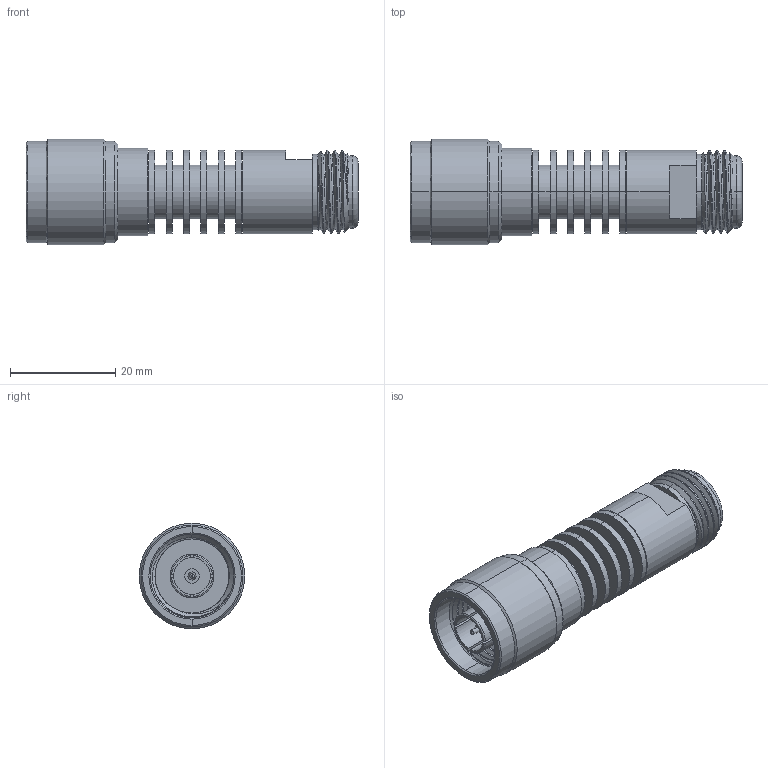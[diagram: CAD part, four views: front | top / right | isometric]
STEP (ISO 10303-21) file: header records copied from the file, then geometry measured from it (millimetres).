
FILE_DESCRIPTION (( 'STEP AP214' ), '1' );
FILE_NAME ('FMAT7624-40_3D.step', '2025-01-20T17:53:52', ( '' ), ( '' ), 'SwSTEP 2.0', 'SolidWorks 2022', '' );
FILE_SCHEMA (( 'AUTOMOTIVE_DESIGN' ));
Length unit declared in the file: inch
Products named in the file (1): FMAT7624-40_3D
Bounding box: 62.99 x 20 x 20 mm (x, y, z)
Volume: 10570.1 mm3; surface area: 6867.1 mm2
Topology: 1 solids, 1 shells, 184 faces, 444 edges, 283 vertices
Faces by surface type: cylinder 88, plane 55, cone 27, torus 8, bspline 6
Entity records: 8145 total; most frequent: CARTESIAN_POINT 3947, ORIENTED_EDGE 888, DIRECTION 857, EDGE_CURVE 444, AXIS2_PLACEMENT_3D 349, VERTEX_POINT 283, EDGE_LOOP 205, ADVANCED_FACE 184
